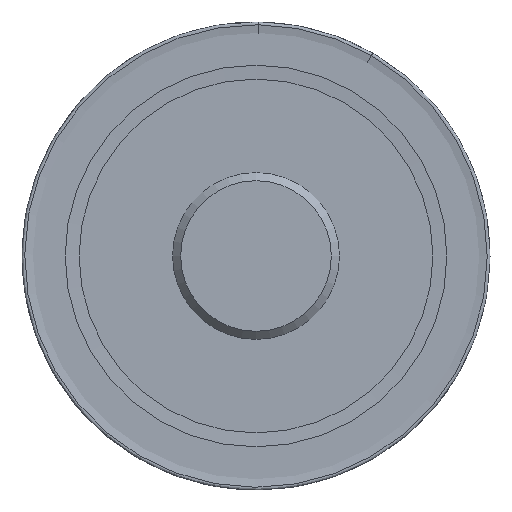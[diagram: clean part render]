
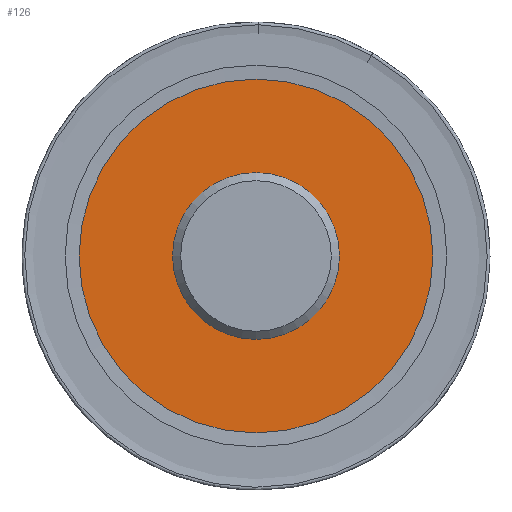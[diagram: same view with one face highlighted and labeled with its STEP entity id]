
A CAD part, left-side view. The second image highlights one B-rep face of the part: STEP entity #126.
In plain terms, the highlighted planar face has unit normal (-1, 0, 0).
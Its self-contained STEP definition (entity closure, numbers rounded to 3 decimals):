
#38=PLANE('',#649);
#51=FACE_BOUND('',#228,.T.);
#52=FACE_BOUND('',#229,.T.);
#126=ADVANCED_FACE('',(#51,#52),#38,.F.);
#228=EDGE_LOOP('',(#402));
#229=EDGE_LOOP('',(#403));
#402=ORIENTED_EDGE('',*,*,#534,.F.);
#403=ORIENTED_EDGE('',*,*,#533,.T.);
#458=VERTEX_POINT('',#1408);
#459=VERTEX_POINT('',#1411);
#533=EDGE_CURVE('',#458,#458,#588,.T.);
#534=EDGE_CURVE('',#459,#459,#589,.T.);
#588=CIRCLE('',#646,60.48);
#589=CIRCLE('',#648,28.5);
#646=AXIS2_PLACEMENT_3D('',#1407,#776,#777);
#648=AXIS2_PLACEMENT_3D('',#1410,#780,#781);
#649=AXIS2_PLACEMENT_3D('',#1412,#782,#783);
#776=DIRECTION('',(-1.,0.,0.));
#777=DIRECTION('',(0.,0.,1.));
#780=DIRECTION('',(-1.,0.,0.));
#781=DIRECTION('',(0.,0.,1.));
#782=DIRECTION('',(1.,0.,0.));
#783=DIRECTION('',(0.,0.,-1.));
#1407=CARTESIAN_POINT('',(0.75,0.,0.));
#1408=CARTESIAN_POINT('',(0.75,0.,60.48));
#1410=CARTESIAN_POINT('',(0.75,0.,0.));
#1411=CARTESIAN_POINT('',(0.75,0.,28.5));
#1412=CARTESIAN_POINT('',(0.75,28.5,0.));
